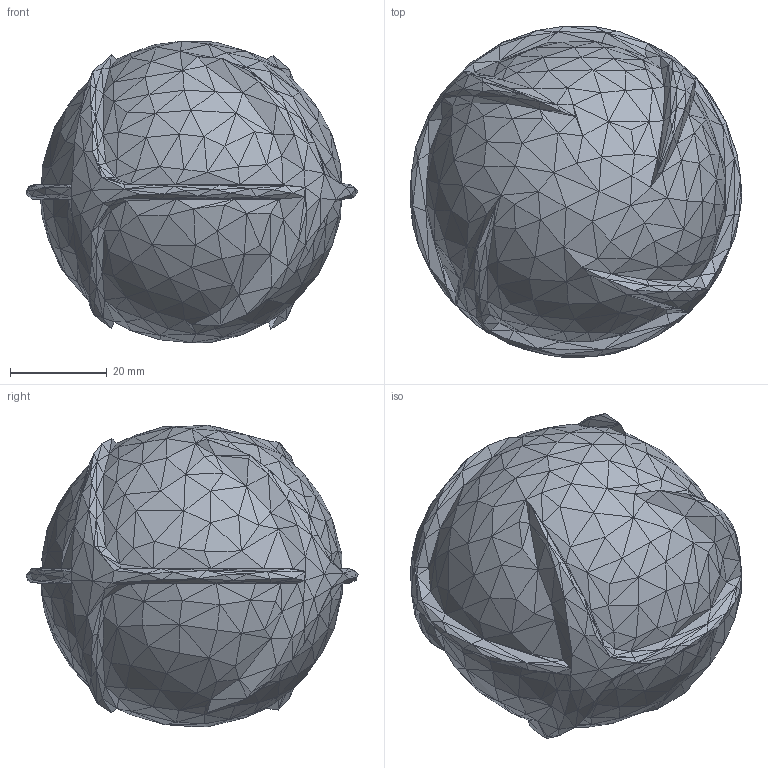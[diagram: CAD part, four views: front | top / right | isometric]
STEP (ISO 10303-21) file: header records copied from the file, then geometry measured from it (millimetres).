
FILE_DESCRIPTION(/* description */ (''),/* implementation_level */ '2;1');
FILE_NAME(/* name */ 'bomblet_faceted_coarse.step',/* time_stamp */ '2022-07-06T14:24:41+01:00',/* author */ (''),/* organization */ (''),/* preprocessor_version */ 'ST-DEVELOPER v19',/* originating_system */ 'Autodesk Translation Framework v11.7.0.108',/* authorisation */ '');
FILE_SCHEMA (('AUTOMOTIVE_DESIGN { 1 0 10303 214 3 1 1 }'));
Length unit declared in the file: millimetre
Products named in the file (1): (Unsaved)
Bounding box: 68.64 x 68.69 x 62.4 mm (x, y, z)
Volume: 75690.2 mm3; surface area: 22183.3 mm2
Topology: 1 solids, 2 shells, 1448 faces, 2172 edges, 728 vertices
Faces by surface type: plane 1448
Entity records: 28287 total; most frequent: DIRECTION 5070, CARTESIAN_POINT 4349, ORIENTED_EDGE 4344, LINE 2172, VECTOR 2172, EDGE_CURVE 2172, AXIS2_PLACEMENT_3D 1449, FACE_OUTER_BOUND 1448
